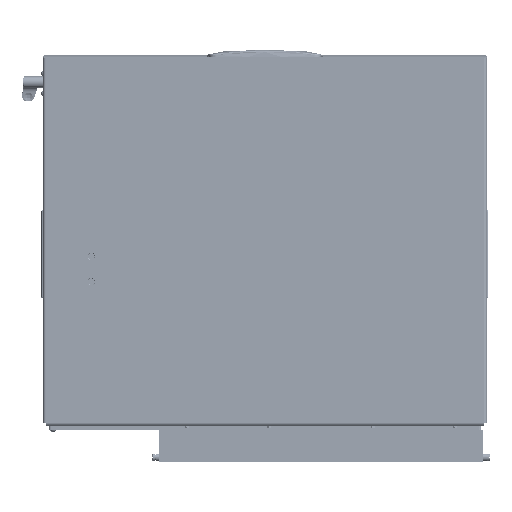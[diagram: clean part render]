
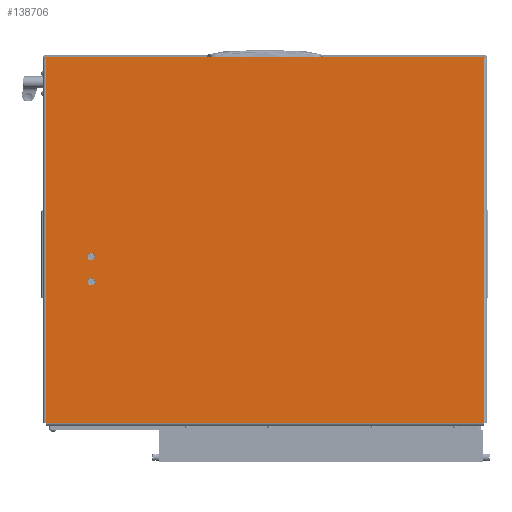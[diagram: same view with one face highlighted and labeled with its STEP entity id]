
A CAD part, front view. The second image highlights one B-rep face of the part: STEP entity #138706.
In plain terms, the highlighted face is planar.
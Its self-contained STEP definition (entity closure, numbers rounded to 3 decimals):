
#202 = VERTEX_POINT ( 'NONE', #160549 ) ;
#8108 = DIRECTION ( 'NONE',  ( 1., 0., 0. ) ) ;
#10681 = CIRCLE ( 'NONE', #80198, 5.2 ) ;
#11947 = EDGE_CURVE ( 'NONE', #41475, #169484, #75395, .T. ) ;
#13523 = FACE_BOUND ( 'NONE', #212278, .T. ) ;
#14591 = LINE ( 'NONE', #111659, #212572 ) ;
#15462 = ORIENTED_EDGE ( 'NONE', *, *, #45806, .T. ) ;
#18500 = DIRECTION ( 'NONE',  ( 1., 0., 0. ) ) ;
#20648 = VERTEX_POINT ( 'NONE', #94350 ) ;
#29164 = ORIENTED_EDGE ( 'NONE', *, *, #199130, .F. ) ;
#29202 = VECTOR ( 'NONE', #68162, 1000. ) ;
#30062 = CARTESIAN_POINT ( 'NONE',  ( 506., 608., 0. ) ) ;
#32622 = CIRCLE ( 'NONE', #186544, 5.2 ) ;
#36165 = EDGE_CURVE ( 'NONE', #225861, #218277, #213511, .T. ) ;
#37700 = CARTESIAN_POINT ( 'NONE',  ( 0., 608., 0. ) ) ;
#41475 = VERTEX_POINT ( 'NONE', #162796 ) ;
#45587 = DIRECTION ( 'NONE',  ( -1., 0., 0. ) ) ;
#45806 = EDGE_CURVE ( 'NONE', #227137, #20648, #106980, .T. ) ;
#46020 = DIRECTION ( 'NONE',  ( 0., 1., 0. ) ) ;
#49536 = VECTOR ( 'NONE', #46020, 1000. ) ;
#49619 = AXIS2_PLACEMENT_3D ( 'NONE', #132482, #183921, #75617 ) ;
#60584 = LINE ( 'NONE', #82221, #182105 ) ;
#61839 = CARTESIAN_POINT ( 'NONE',  ( 0., -4., 0. ) ) ;
#63495 = DIRECTION ( 'NONE',  ( 0., 0., -1. ) ) ;
#64533 = EDGE_LOOP ( 'NONE', ( #193689, #29164 ) ) ;
#65743 = EDGE_CURVE ( 'NONE', #202, #227137, #132099, .T. ) ;
#66031 = CARTESIAN_POINT ( 'NONE',  ( 310., 545., 0. ) ) ;
#66089 = PLANE ( 'NONE',  #66717 ) ;
#66717 = AXIS2_PLACEMENT_3D ( 'NONE', #153830, #137962, #45587 ) ;
#68162 = DIRECTION ( 'NONE',  ( -1., 0., 0. ) ) ;
#73660 = ORIENTED_EDGE ( 'NONE', *, *, #218421, .F. ) ;
#74720 = CARTESIAN_POINT ( 'NONE',  ( 506., 0., 0. ) ) ;
#75395 = CIRCLE ( 'NONE', #49619, 5.2 ) ;
#75617 = DIRECTION ( 'NONE',  ( -1., 0., 0. ) ) ;
#80198 = AXIS2_PLACEMENT_3D ( 'NONE', #66031, #102349, #171984 ) ;
#82221 = CARTESIAN_POINT ( 'NONE',  ( 0., 0., 0. ) ) ;
#86047 = DIRECTION ( 'NONE',  ( 0., -1., 0. ) ) ;
#89253 = EDGE_CURVE ( 'NONE', #203538, #225861, #119597, .T. ) ;
#89751 = VECTOR ( 'NONE', #86047, 1000. ) ;
#91003 = CARTESIAN_POINT ( 'NONE',  ( 0., -2., 0. ) ) ;
#92439 = VECTOR ( 'NONE', #217512, 1000. ) ;
#94350 = CARTESIAN_POINT ( 'NONE',  ( -2., 610., 0. ) ) ;
#96295 = EDGE_CURVE ( 'NONE', #195238, #115424, #152865, .T. ) ;
#102349 = DIRECTION ( 'NONE',  ( 0., 0., -1. ) ) ;
#102403 = CARTESIAN_POINT ( 'NONE',  ( 0., 0., 0. ) ) ;
#104039 = EDGE_CURVE ( 'NONE', #20648, #218277, #217019, .T. ) ;
#106980 = LINE ( 'NONE', #219935, #138043 ) ;
#108007 = ORIENTED_EDGE ( 'NONE', *, *, #182839, .F. ) ;
#111659 = CARTESIAN_POINT ( 'NONE',  ( 0., -4., 0. ) ) ;
#115424 = VERTEX_POINT ( 'NONE', #186471 ) ;
#116168 = CARTESIAN_POINT ( 'NONE',  ( 280.2, 545., 0. ) ) ;
#119597 = LINE ( 'NONE', #176472, #29202 ) ;
#120809 = VECTOR ( 'NONE', #18500, 1000. ) ;
#121542 = VERTEX_POINT ( 'NONE', #74720 ) ;
#122827 = ORIENTED_EDGE ( 'NONE', *, *, #104039, .T. ) ;
#132099 = LINE ( 'NONE', #91003, #92439 ) ;
#132482 = CARTESIAN_POINT ( 'NONE',  ( 275., 545., 0. ) ) ;
#137834 = LINE ( 'NONE', #30062, #89751 ) ;
#137962 = DIRECTION ( 'NONE',  ( 0., 0., -1. ) ) ;
#138043 = VECTOR ( 'NONE', #147899, 1000. ) ;
#138706 = ADVANCED_FACE ( 'NONE', ( #188782, #13523, #146266 ), #66089, .T. ) ;
#138740 = VERTEX_POINT ( 'NONE', #102403 ) ;
#146266 = FACE_OUTER_BOUND ( 'NONE', #198684, .T. ) ;
#146871 = EDGE_CURVE ( 'NONE', #202, #138740, #14591, .T. ) ;
#147899 = DIRECTION ( 'NONE',  ( 0., 1., 0. ) ) ;
#148792 = DIRECTION ( 'NONE',  ( 0., 1., 0. ) ) ;
#152865 = CIRCLE ( 'NONE', #208764, 5.2 ) ;
#153830 = CARTESIAN_POINT ( 'NONE',  ( 0., 608., 0. ) ) ;
#155879 = DIRECTION ( 'NONE',  ( -1., 0., 0. ) ) ;
#159394 = DIRECTION ( 'NONE',  ( -1., 0., 0. ) ) ;
#159623 = ORIENTED_EDGE ( 'NONE', *, *, #89253, .F. ) ;
#160549 = CARTESIAN_POINT ( 'NONE',  ( 0., -2., 0. ) ) ;
#162796 = CARTESIAN_POINT ( 'NONE',  ( 269.8, 545., 0. ) ) ;
#163847 = ORIENTED_EDGE ( 'NONE', *, *, #146871, .F. ) ;
#164635 = CARTESIAN_POINT ( 'NONE',  ( 0., 610., 0. ) ) ;
#167447 = ORIENTED_EDGE ( 'NONE', *, *, #65743, .T. ) ;
#169484 = VERTEX_POINT ( 'NONE', #116168 ) ;
#171755 = CARTESIAN_POINT ( 'NONE',  ( 275., 545., 0. ) ) ;
#171984 = DIRECTION ( 'NONE',  ( -1., 0., 0. ) ) ;
#175277 = EDGE_CURVE ( 'NONE', #203538, #121542, #137834, .T. ) ;
#176472 = CARTESIAN_POINT ( 'NONE',  ( 0., 608., 0. ) ) ;
#180679 = CARTESIAN_POINT ( 'NONE',  ( 310., 545., 0. ) ) ;
#182105 = VECTOR ( 'NONE', #8108, 1000. ) ;
#182839 = EDGE_CURVE ( 'NONE', #115424, #195238, #10681, .T. ) ;
#183492 = CARTESIAN_POINT ( 'NONE',  ( 506., 608., 0. ) ) ;
#183921 = DIRECTION ( 'NONE',  ( 0., 0., -1. ) ) ;
#185633 = CARTESIAN_POINT ( 'NONE',  ( -2., -2., 0. ) ) ;
#186471 = CARTESIAN_POINT ( 'NONE',  ( 315.2, 545., 0. ) ) ;
#186544 = AXIS2_PLACEMENT_3D ( 'NONE', #171755, #63495, #155879 ) ;
#188782 = FACE_BOUND ( 'NONE', #64533, .T. ) ;
#193689 = ORIENTED_EDGE ( 'NONE', *, *, #11947, .F. ) ;
#195238 = VERTEX_POINT ( 'NONE', #229962 ) ;
#198684 = EDGE_LOOP ( 'NONE', ( #163847, #167447, #15462, #122827, #216727, #159623, #215125, #73660 ) ) ;
#199130 = EDGE_CURVE ( 'NONE', #169484, #41475, #32622, .T. ) ;
#203538 = VERTEX_POINT ( 'NONE', #183492 ) ;
#206979 = ORIENTED_EDGE ( 'NONE', *, *, #96295, .F. ) ;
#208764 = AXIS2_PLACEMENT_3D ( 'NONE', #180679, #213180, #159394 ) ;
#212278 = EDGE_LOOP ( 'NONE', ( #206979, #108007 ) ) ;
#212572 = VECTOR ( 'NONE', #148792, 1000. ) ;
#213180 = DIRECTION ( 'NONE',  ( 0., 0., -1. ) ) ;
#213511 = LINE ( 'NONE', #61839, #49536 ) ;
#215125 = ORIENTED_EDGE ( 'NONE', *, *, #175277, .T. ) ;
#216727 = ORIENTED_EDGE ( 'NONE', *, *, #36165, .F. ) ;
#217019 = LINE ( 'NONE', #164635, #120809 ) ;
#217512 = DIRECTION ( 'NONE',  ( -1., 0., 0. ) ) ;
#218277 = VERTEX_POINT ( 'NONE', #221529 ) ;
#218421 = EDGE_CURVE ( 'NONE', #138740, #121542, #60584, .T. ) ;
#219935 = CARTESIAN_POINT ( 'NONE',  ( -2., -4., 0. ) ) ;
#221529 = CARTESIAN_POINT ( 'NONE',  ( 0., 610., 0. ) ) ;
#225861 = VERTEX_POINT ( 'NONE', #37700 ) ;
#227137 = VERTEX_POINT ( 'NONE', #185633 ) ;
#229962 = CARTESIAN_POINT ( 'NONE',  ( 304.8, 545., 0. ) ) ;
